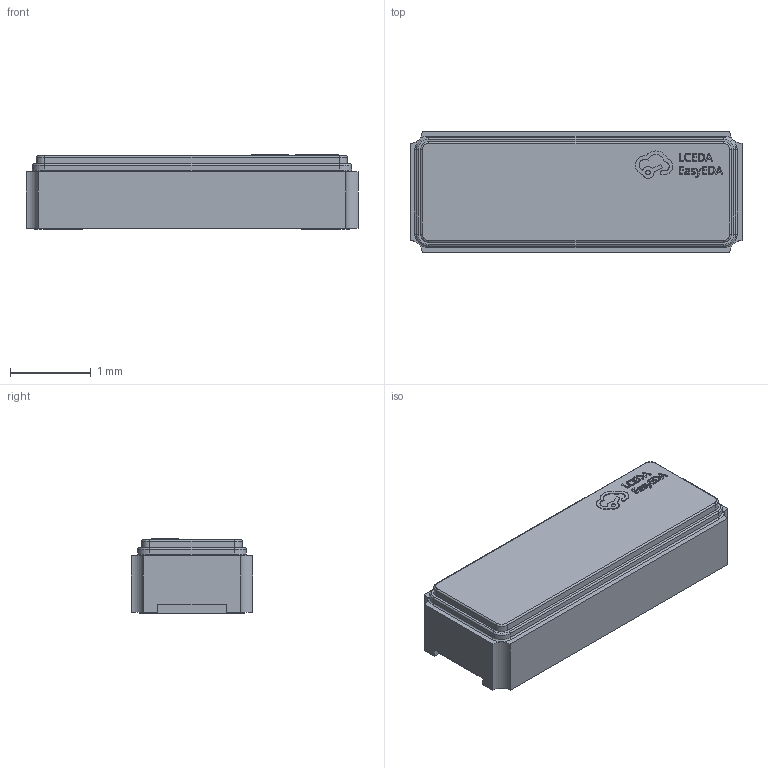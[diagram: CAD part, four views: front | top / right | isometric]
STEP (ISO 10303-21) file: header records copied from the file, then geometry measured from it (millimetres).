
FILE_DESCRIPTION (( 'STEP AP214' ), '1' );
FILE_NAME ('CRYSTAL-SMD_L4.1-W1.5.step', '2022-06-20T11:05:56', ( '' ), ( '' ), 'SwSTEP 2.0', 'SolidWorks 2020', '' );
FILE_SCHEMA (( 'AUTOMOTIVE_DESIGN' ));
Length unit declared in the file: millimetre
Products named in the file (1): CRYSTAL-SMD_L4.1-W1.5
Bounding box: 4.1 x 1.5 x 0.92 mm (x, y, z)
Volume: 5.3 mm3; surface area: 21.8 mm2
Topology: 1 solids, 1 shells, 356 faces, 954 edges, 628 vertices
Faces by surface type: plane 204, bspline 112, cylinder 28, torus 12
Entity records: 16176 total; most frequent: CARTESIAN_POINT 4043, ORIENTED_EDGE 1908, DIRECTION 1284, EDGE_CURVE 954, VECTOR 658, LINE 658, VERTEX_POINT 628, EDGE_LOOP 384
